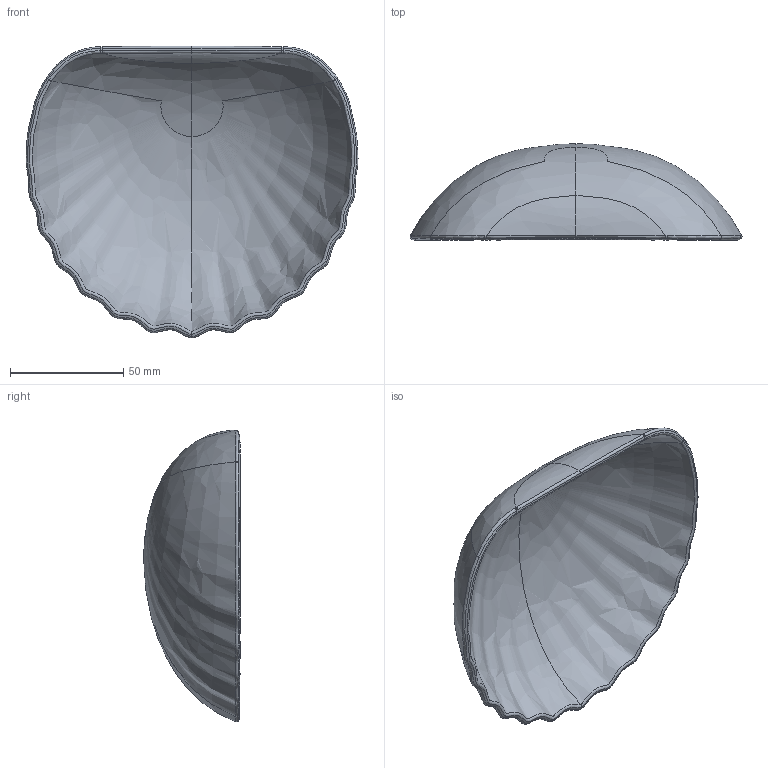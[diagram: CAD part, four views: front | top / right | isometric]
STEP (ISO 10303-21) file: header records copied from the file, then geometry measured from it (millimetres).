
FILE_DESCRIPTION((''),'2;1');
FILE_NAME('SHELL','2017-07-11T',('Administrator'),(''),'CREO PARAMETRIC BY PTC INC, 2015200','CREO PARAMETRIC BY PTC INC, 2015200','');
FILE_SCHEMA(('CONFIG_CONTROL_DESIGN'));
Length unit declared in the file: millimetre
Products named in the file (1): SHELL
Bounding box: 146.69 x 42.7 x 128.9 mm (x, y, z)
Volume: 63741.9 mm3; surface area: 43761.4 mm2
Topology: 1 solids, 1 shells, 42 faces, 100 edges, 60 vertices
Faces by surface type: bspline 42
Entity records: 17126 total; most frequent: CARTESIAN_POINT 16414, ORIENTED_EDGE 200, EDGE_CURVE 100, B_SPLINE_CURVE_WITH_KNOTS 78, VERTEX_POINT 60, EDGE_LOOP 42, FACE_OUTER_BOUND 42, ADVANCED_FACE 42
